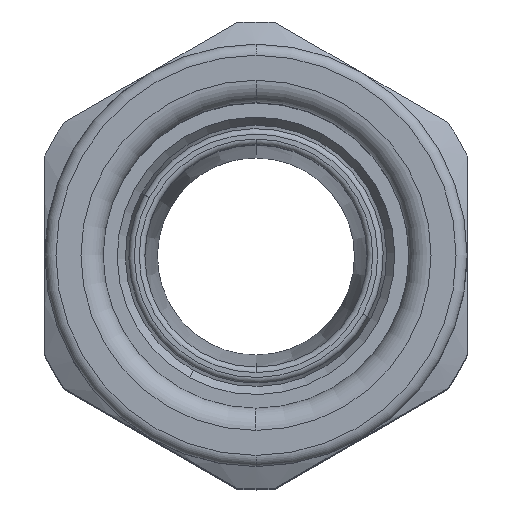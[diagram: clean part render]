
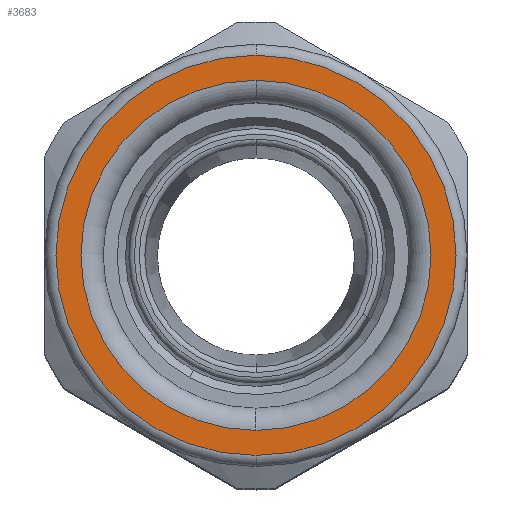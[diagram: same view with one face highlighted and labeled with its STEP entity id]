
A CAD part, top view. The second image highlights one B-rep face of the part: STEP entity #3683.
In plain terms, the highlighted planar face has unit normal (0, 0, 1).
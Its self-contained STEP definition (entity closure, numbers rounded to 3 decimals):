
#3571=AXIS2_PLACEMENT_3D('Circle Axis2P3D',#3569,#3570,$) ;
#3595=AXIS2_PLACEMENT_3D('Circle Axis2P3D',#3593,#3594,$) ;
#3659=AXIS2_PLACEMENT_3D('Plane Axis2P3D',#3656,#3657,#3658) ;
#3663=AXIS2_PLACEMENT_3D('Circle Axis2P3D',#3661,#3662,$) ;
#3672=AXIS2_PLACEMENT_3D('Circle Axis2P3D',#3670,#3671,$) ;
#3566=CARTESIAN_POINT('Vertex',(19.,36.75,88.9)) ;
#3569=CARTESIAN_POINT('Axis2P3D Location',(19.,21.,88.9)) ;
#3573=CARTESIAN_POINT('Vertex',(19.,5.25,88.9)) ;
#3593=CARTESIAN_POINT('Axis2P3D Location',(19.,21.,88.9)) ;
#3656=CARTESIAN_POINT('Axis2P3D Location',(19.,21.,88.9)) ;
#3661=CARTESIAN_POINT('Axis2P3D Location',(19.,21.,88.9)) ;
#3665=CARTESIAN_POINT('Vertex',(19.,3.,88.9)) ;
#3667=CARTESIAN_POINT('Vertex',(19.,39.,88.9)) ;
#3670=CARTESIAN_POINT('Axis2P3D Location',(19.,21.,88.9)) ;
#3570=DIRECTION('Axis2P3D Direction',(0.,0.,1.)) ;
#3594=DIRECTION('Axis2P3D Direction',(0.,0.,1.)) ;
#3657=DIRECTION('Axis2P3D Direction',(0.,0.,1.)) ;
#3658=DIRECTION('Axis2P3D XDirection',(0.,1.,0.)) ;
#3662=DIRECTION('Axis2P3D Direction',(0.,0.,1.)) ;
#3671=DIRECTION('Axis2P3D Direction',(0.,0.,1.)) ;
#3676=ORIENTED_EDGE('',*,*,#3669,.T.) ;
#3677=ORIENTED_EDGE('',*,*,#3674,.T.) ;
#3680=ORIENTED_EDGE('',*,*,#3597,.F.) ;
#3681=ORIENTED_EDGE('',*,*,#3575,.F.) ;
#3682=FACE_BOUND('',#3679,.T.) ;
#3683=ADVANCED_FACE('PartBody',(#3678,#3682),#3660,.T.) ;
#3572=CIRCLE('generated circle',#3571,15.75) ;
#3596=CIRCLE('generated circle',#3595,15.75) ;
#3664=CIRCLE('generated circle',#3663,18.) ;
#3673=CIRCLE('generated circle',#3672,18.) ;
#3575=EDGE_CURVE('',#3567,#3574,#3572,.T.) ;
#3597=EDGE_CURVE('',#3574,#3567,#3596,.T.) ;
#3669=EDGE_CURVE('',#3666,#3668,#3664,.T.) ;
#3674=EDGE_CURVE('',#3668,#3666,#3673,.T.) ;
#3675=EDGE_LOOP('',(#3676,#3677)) ;
#3679=EDGE_LOOP('',(#3680,#3681)) ;
#3678=FACE_OUTER_BOUND('',#3675,.T.) ;
#3660=PLANE('',#3659) ;
#3567=VERTEX_POINT('',#3566) ;
#3574=VERTEX_POINT('',#3573) ;
#3666=VERTEX_POINT('',#3665) ;
#3668=VERTEX_POINT('',#3667) ;
